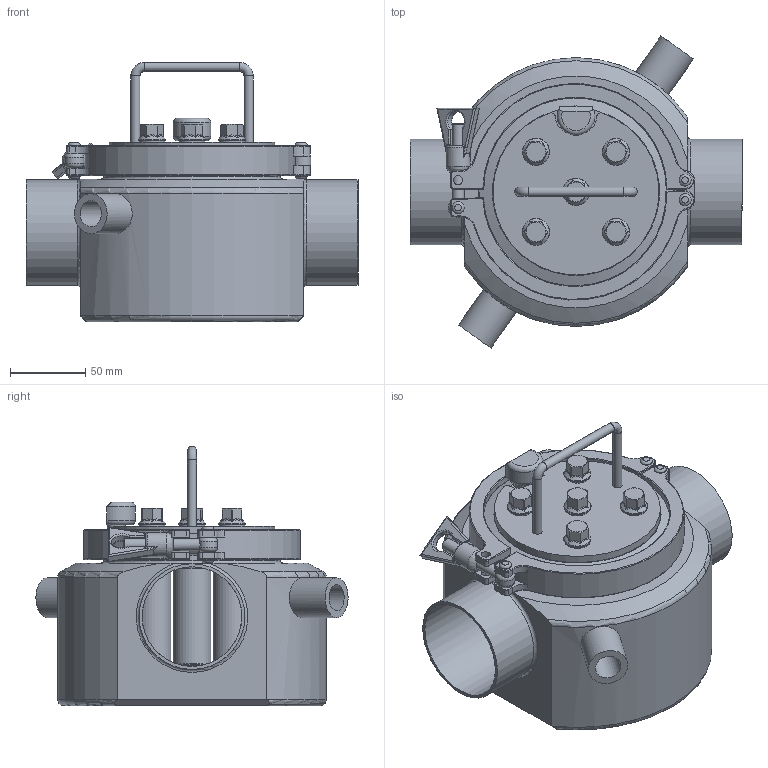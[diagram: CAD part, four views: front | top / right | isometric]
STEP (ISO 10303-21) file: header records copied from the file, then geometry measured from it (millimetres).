
FILE_DESCRIPTION(/* description */ (''),/* implementation_level */ '2;1');
FILE_NAME(/* name */ 'E0146644.stp',/* time_stamp */ '2022-01-20T14:48:59+01:00',/* author */ ('avd'),/* organization */ (''),/* preprocessor_version */ 'ST-DEVELOPER v18.1',/* originating_system */ 'Autodesk Inventor 2021',/* authorisation */ '');
FILE_SCHEMA (('CONFIG_CONTROL_DESIGN'));
Length unit declared in the file: millimetre
Products named in the file (1): Part40
Bounding box: 220 x 206.88 x 171.8 mm (x, y, z)
Volume: 1240306.4 mm3; surface area: 392666 mm2
Topology: 1 solids, 13 shells, 714 faces, 1699 edges, 1021 vertices
Faces by surface type: cylinder 245, plane 214, torus 98, bspline 81, cone 76
Full cylindrical faces by diameter (mm): 0.01 x8, 4.134 x1, 6 x7, 6.1 x9, 6.647 x5, 8 x13, 8.2 x5, 9 x5, 10.25 x1, 12 x1, 13.7 x2, 14 x2, 16 x1, 16.9 x5, 17.294 x2, 18 x5, 20 x2, 24 x5, 24.8 x5, 25 x5, 26.5 x2, 35 x1, 35.2 x1, 66 x2, 70 x2, 106.6 x1, 107.4 x1, 109.7 x1, 117 x1
Entity records: 24567 total; most frequent: CARTESIAN_POINT 7824, DIRECTION 3351, ORIENTED_EDGE 3310, EDGE_CURVE 1655, AXIS2_PLACEMENT_3D 1436, VERTEX_POINT 1021, EDGE_LOOP 818, CIRCLE 788
